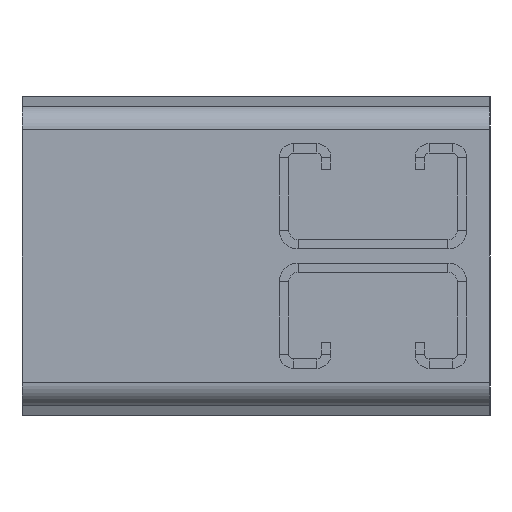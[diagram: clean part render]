
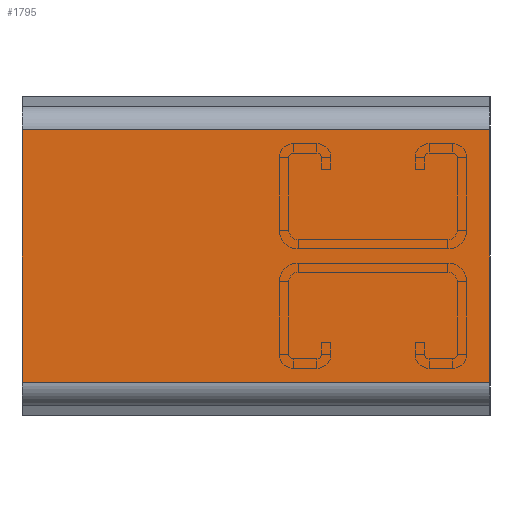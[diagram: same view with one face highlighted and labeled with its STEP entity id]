
A CAD part, left-side view. The second image highlights one B-rep face of the part: STEP entity #1795.
In plain terms, the highlighted face is planar.
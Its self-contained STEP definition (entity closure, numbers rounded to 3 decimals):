
#33 = EDGE_CURVE ( 'NONE', #1446, #569, #992, .T. ) ;
#79 = DIRECTION ( 'NONE',  ( 0., 0., 1. ) ) ;
#150 = VECTOR ( 'NONE', #1106, 1000. ) ;
#192 = ORIENTED_EDGE ( 'NONE', *, *, #847, .F. ) ;
#199 = LINE ( 'NONE', #280, #150 ) ;
#234 = VECTOR ( 'NONE', #1472, 1000. ) ;
#280 = CARTESIAN_POINT ( 'NONE',  ( -50., 31.25, 0. ) ) ;
#289 = LINE ( 'NONE', #1547, #1071 ) ;
#321 = CARTESIAN_POINT ( 'NONE',  ( 50., 26.98, 0. ) ) ;
#326 = ORIENTED_EDGE ( 'NONE', *, *, #1756, .F. ) ;
#421 = ORIENTED_EDGE ( 'NONE', *, *, #1640, .T. ) ;
#569 = VERTEX_POINT ( 'NONE', #589 ) ;
#589 = CARTESIAN_POINT ( 'NONE',  ( -50., -26.98, 0. ) ) ;
#662 = CARTESIAN_POINT ( 'NONE',  ( 50., -26.98, 0. ) ) ;
#684 = DIRECTION ( 'NONE',  ( 0., 1., 0. ) ) ;
#770 = DIRECTION ( 'NONE',  ( -1., 0., 0. ) ) ;
#812 = VERTEX_POINT ( 'NONE', #1692 ) ;
#847 = EDGE_CURVE ( 'NONE', #1446, #812, #289, .T. ) ;
#887 = DIRECTION ( 'NONE',  ( 1., 0., 0. ) ) ;
#917 = AXIS2_PLACEMENT_3D ( 'NONE', #1848, #79, #887 ) ;
#992 = LINE ( 'NONE', #1801, #1734 ) ;
#1007 = EDGE_LOOP ( 'NONE', ( #421, #326, #192, #1832 ) ) ;
#1071 = VECTOR ( 'NONE', #684, 1000. ) ;
#1106 = DIRECTION ( 'NONE',  ( 0., 1., 0. ) ) ;
#1265 = FACE_OUTER_BOUND ( 'NONE', #1007, .T. ) ;
#1337 = PLANE ( 'NONE',  #917 ) ;
#1446 = VERTEX_POINT ( 'NONE', #662 ) ;
#1472 = DIRECTION ( 'NONE',  ( -1., 0., 0. ) ) ;
#1547 = CARTESIAN_POINT ( 'NONE',  ( 50., 31.25, 0. ) ) ;
#1640 = EDGE_CURVE ( 'NONE', #569, #1766, #199, .T. ) ;
#1692 = CARTESIAN_POINT ( 'NONE',  ( 50., 26.98, 0. ) ) ;
#1734 = VECTOR ( 'NONE', #770, 1000. ) ;
#1754 = CARTESIAN_POINT ( 'NONE',  ( -50., 26.98, 0. ) ) ;
#1756 = EDGE_CURVE ( 'NONE', #812, #1766, #1760, .T. ) ;
#1760 = LINE ( 'NONE', #321, #234 ) ;
#1766 = VERTEX_POINT ( 'NONE', #1754 ) ;
#1795 = ADVANCED_FACE ( 'NONE', ( #1265 ), #1337, .F. ) ;
#1801 = CARTESIAN_POINT ( 'NONE',  ( 50., -26.98, 0. ) ) ;
#1832 = ORIENTED_EDGE ( 'NONE', *, *, #33, .T. ) ;
#1848 = CARTESIAN_POINT ( 'NONE',  ( 50., 31.25, 0. ) ) ;
